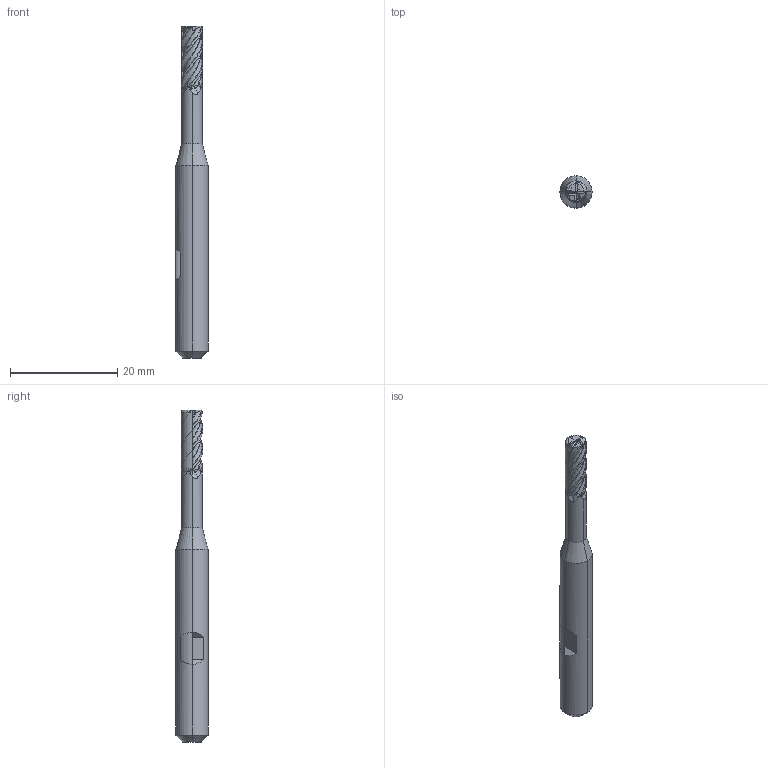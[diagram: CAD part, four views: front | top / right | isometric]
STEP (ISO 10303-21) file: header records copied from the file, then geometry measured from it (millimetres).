
FILE_DESCRIPTION((''),'2;1');
FILE_NAME('OPTIMILL_HARDENED_SCM_102_103','2024-05-13T12:27:19',('vigneshs'),(''),'CREO PARAMETRIC BY PTC INC, 2021184','CREO PARAMETRIC BY PTC INC, 2021184','');
FILE_SCHEMA(('AP242_MANAGED_MODEL_BASED_3D_ENGINEERING_MIM_LF { 1 0 10303 442 1 1 4 }'));
Length unit declared in the file: millimetre
Products named in the file (1): OPTIMILL_HARDENED_SCM_102_103
Bounding box: 6 x 6 x 62 mm (x, y, z)
Volume: 1278.8 mm3; surface area: 1557.5 mm2
Topology: 1 solids, 3 shells, 131 faces, 433 edges, 316 vertices
Faces by surface type: plane 34, cone 31, bspline 28, cylinder 21, torus 17
Entity records: 10864 total; most frequent: CARTESIAN_POINT 6428, ORIENTED_EDGE 726, DIRECTION 632, EDGE_CURVE 373, B_SPLINE_CURVE_WITH_KNOTS 267, AXIS2_PLACEMENT_3D 253, VERTEX_POINT 247, EDGE_LOOP 132
